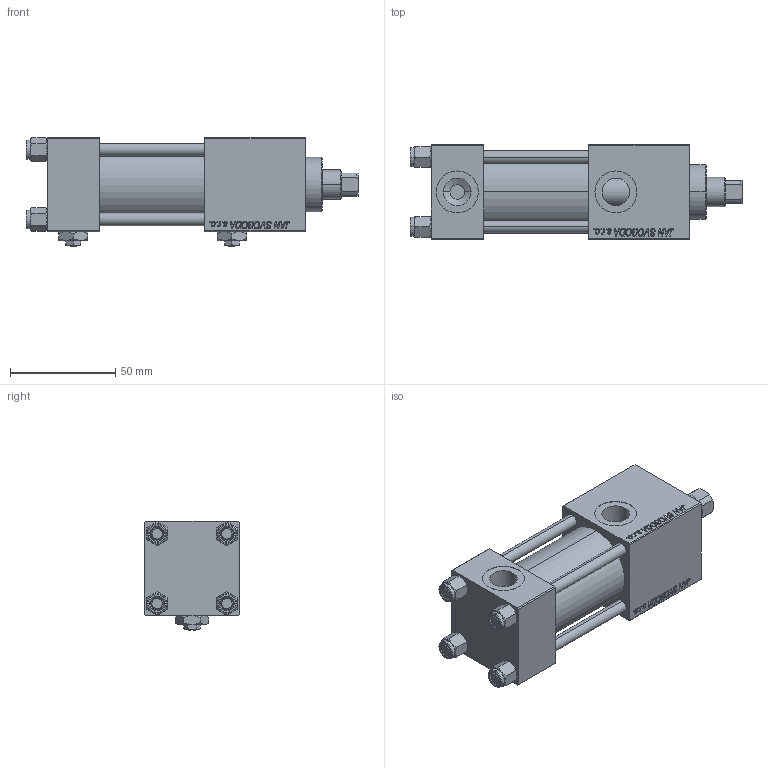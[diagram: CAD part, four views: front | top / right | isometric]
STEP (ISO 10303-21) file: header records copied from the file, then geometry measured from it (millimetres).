
FILE_DESCRIPTION (( 'STEP AP203' ), '1' );
FILE_NAME ('8657.STEP', '2023-08-23T13:49:22', ( '' ), ( '' ), 'SwSTEP 2.0', 'SolidWorks 2019', '' );
FILE_SCHEMA (( 'CONFIG_CONTROL_DESIGN' ));
Length unit declared in the file: millimetre
Products named in the file (7): 8657; V215CR_C_TYCINKA 5c10b40bc7232f072041c305bbc8b4a7; V215CR_C_Body 5c10b40bc7232f072041c305bbc8b4a7; V215CR_VCP_C 5c10b40bc7232f072041c305bbc8b4a7; NUT_M5_C 5c10b40bc7232f072041c305bbc8b4a7; V215_VC_A 5c10b40bc7232f072041c305bbc8b4a7; Zatka_pro_OIL_PORT 5c10b40bc7232f072041c305bbc8b4a7
Assembly tree (13 placements, depth 2):
  8657
    V215CR_C_Body 5c10b40bc7232f072041c305bbc8b4a7
    V215CR_VCP_C 5c10b40bc7232f072041c305bbc8b4a7
    NUT_M5_C 5c10b40bc7232f072041c305bbc8b4a7  x4
    V215CR_C_TYCINKA 5c10b40bc7232f072041c305bbc8b4a7  x4
    V215_VC_A 5c10b40bc7232f072041c305bbc8b4a7
    Zatka_pro_OIL_PORT 5c10b40bc7232f072041c305bbc8b4a7  x2
Bounding box: 158 x 45 x 52 mm (x, y, z)
Volume: 192342.5 mm3; surface area: 68925.2 mm2
Topology: 13 solids, 13 shells, 1248 faces, 3106 edges, 2003 vertices
Faces by surface type: plane 572, bspline 392, cone 178, cylinder 98, torus 8
Entity records: 52202 total; most frequent: CARTESIAN_POINT 27719, ORIENTED_EDGE 5512, DIRECTION 3542, EDGE_CURVE 2756, VERTEX_POINT 1801, LINE 1640, VECTOR 1640, EDGE_LOOP 1219
